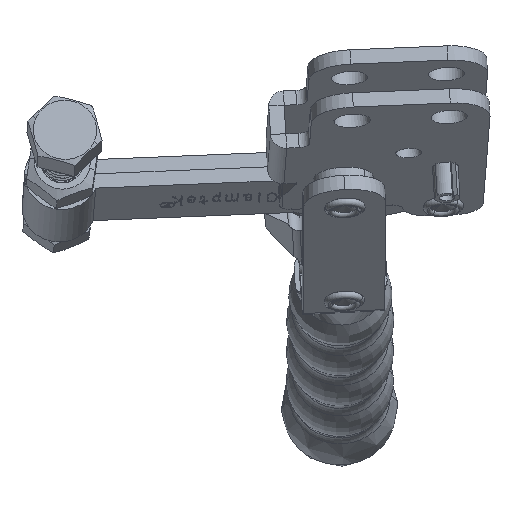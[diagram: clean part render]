
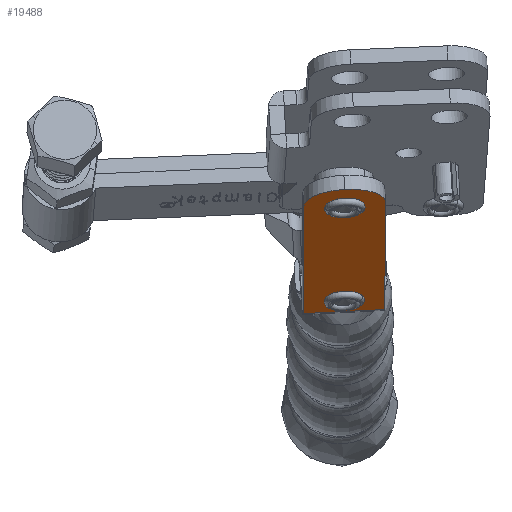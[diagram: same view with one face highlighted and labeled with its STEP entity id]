
A CAD part, front view. The second image highlights one B-rep face of the part: STEP entity #19488.
In plain terms, the highlighted face is planar.
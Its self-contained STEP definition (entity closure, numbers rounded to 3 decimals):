
#1749 = EDGE_LOOP ( 'NONE', ( #5597, #10820, #10460, #24540, #14210 ) ) ;
#2439 = EDGE_CURVE ( 'NONE', #31270, #49662, #38933, .T. ) ;
#2690 = FACE_OUTER_BOUND ( 'NONE', #1749, .T. ) ;
#3275 = VECTOR ( 'NONE', #3855, 1000. ) ;
#3503 = EDGE_LOOP ( 'NONE', ( #35143, #39881 ) ) ;
#3855 = DIRECTION ( 'NONE',  ( -1., 0., 0. ) ) ;
#5597 = ORIENTED_EDGE ( 'NONE', *, *, #53110, .F. ) ;
#6326 = EDGE_LOOP ( 'NONE', ( #52177, #51743 ) ) ;
#6678 = CARTESIAN_POINT ( 'NONE',  ( 8., -20., 8. ) ) ;
#7304 = LINE ( 'NONE', #45714, #50204 ) ;
#8201 = EDGE_CURVE ( 'NONE', #41317, #40985, #47048, .T. ) ;
#8538 = AXIS2_PLACEMENT_3D ( 'NONE', #18503, #47597, #22698 ) ;
#10460 = ORIENTED_EDGE ( 'NONE', *, *, #43782, .T. ) ;
#10820 = ORIENTED_EDGE ( 'NONE', *, *, #38267, .F. ) ;
#10843 = DIRECTION ( 'NONE',  ( 0., 0., 1. ) ) ;
#10900 = CARTESIAN_POINT ( 'NONE',  ( 66.1, -20., 0. ) ) ;
#11148 = CARTESIAN_POINT ( 'NONE',  ( 8., -20., 8. ) ) ;
#11483 = CIRCLE ( 'NONE', #53790, 3.2 ) ;
#12373 = FACE_BOUND ( 'NONE', #3503, .T. ) ;
#13245 = EDGE_CURVE ( 'NONE', #40985, #41317, #11483, .T. ) ;
#14210 = ORIENTED_EDGE ( 'NONE', *, *, #40758, .F. ) ;
#14355 = DIRECTION ( 'NONE',  ( 0., 1., 0. ) ) ;
#15351 = DIRECTION ( 'NONE',  ( 0., 0., -1. ) ) ;
#15653 = DIRECTION ( 'NONE',  ( 0., 1., 0. ) ) ;
#15657 = AXIS2_PLACEMENT_3D ( 'NONE', #11148, #40255, #15351 ) ;
#16394 = CARTESIAN_POINT ( 'NONE',  ( 8., -20., 8. ) ) ;
#16598 = DIRECTION ( 'NONE',  ( 0., 0., -1. ) ) ;
#16602 = LINE ( 'NONE', #42055, #48480 ) ;
#17318 = DIRECTION ( 'NONE',  ( -1., 0., 0. ) ) ;
#18503 = CARTESIAN_POINT ( 'NONE',  ( 8., -20., 8. ) ) ;
#19246 = CARTESIAN_POINT ( 'NONE',  ( 8., -20., 0. ) ) ;
#19488 = ADVANCED_FACE ( 'NONE', ( #34500, #12373, #2690 ), #23879, .F. ) ;
#20593 = DIRECTION ( 'NONE',  ( 0., 0., 1. ) ) ;
#20769 = CARTESIAN_POINT ( 'NONE',  ( 58.4, -20., 8. ) ) ;
#22242 = CARTESIAN_POINT ( 'NONE',  ( 58.4, -20., 4.8 ) ) ;
#22698 = DIRECTION ( 'NONE',  ( 0., 0., -1. ) ) ;
#23599 = VERTEX_POINT ( 'NONE', #19246 ) ;
#23651 = VERTEX_POINT ( 'NONE', #28674 ) ;
#23879 = PLANE ( 'NONE',  #47087 ) ;
#24540 = ORIENTED_EDGE ( 'NONE', *, *, #28866, .F. ) ;
#24932 = DIRECTION ( 'NONE',  ( 0., 0., 1. ) ) ;
#25350 = LINE ( 'NONE', #32904, #3275 ) ;
#28674 = CARTESIAN_POINT ( 'NONE',  ( 0., -20., 8. ) ) ;
#28866 = EDGE_CURVE ( 'NONE', #23651, #43809, #39911, .T. ) ;
#28883 = CARTESIAN_POINT ( 'NONE',  ( 8., -20., 16. ) ) ;
#30065 = CARTESIAN_POINT ( 'NONE',  ( 66.1, -20., 16. ) ) ;
#30499 = AXIS2_PLACEMENT_3D ( 'NONE', #20769, #49820, #24932 ) ;
#31270 = VERTEX_POINT ( 'NONE', #39613 ) ;
#32315 = CIRCLE ( 'NONE', #30499, 3.2 ) ;
#32904 = CARTESIAN_POINT ( 'NONE',  ( 0., -20., 16. ) ) ;
#33674 = CARTESIAN_POINT ( 'NONE',  ( 8., -20., 11.2 ) ) ;
#34500 = FACE_BOUND ( 'NONE', #6326, .T. ) ;
#34767 = AXIS2_PLACEMENT_3D ( 'NONE', #39276, #14355, #43495 ) ;
#35143 = ORIENTED_EDGE ( 'NONE', *, *, #13245, .T. ) ;
#35736 = DIRECTION ( 'NONE',  ( 0., 1., 0. ) ) ;
#35970 = CIRCLE ( 'NONE', #15657, 8. ) ;
#36374 = CARTESIAN_POINT ( 'NONE',  ( 0., -20., 16. ) ) ;
#38267 = EDGE_CURVE ( 'NONE', #45766, #43649, #7304, .T. ) ;
#38933 = CIRCLE ( 'NONE', #34767, 3.2 ) ;
#39276 = CARTESIAN_POINT ( 'NONE',  ( 58.4, -20., 8. ) ) ;
#39613 = CARTESIAN_POINT ( 'NONE',  ( 58.4, -20., 11.2 ) ) ;
#39881 = ORIENTED_EDGE ( 'NONE', *, *, #8201, .T. ) ;
#39911 = CIRCLE ( 'NONE', #8538, 8. ) ;
#40255 = DIRECTION ( 'NONE',  ( 0., 1., 0. ) ) ;
#40758 = EDGE_CURVE ( 'NONE', #23599, #23651, #35970, .T. ) ;
#40985 = VERTEX_POINT ( 'NONE', #33674 ) ;
#41317 = VERTEX_POINT ( 'NONE', #53496 ) ;
#42055 = CARTESIAN_POINT ( 'NONE',  ( 0., -20., 0. ) ) ;
#43495 = DIRECTION ( 'NONE',  ( 0., 0., 1. ) ) ;
#43649 = VERTEX_POINT ( 'NONE', #10900 ) ;
#43782 = EDGE_CURVE ( 'NONE', #45766, #43809, #25350, .T. ) ;
#43809 = VERTEX_POINT ( 'NONE', #28883 ) ;
#44782 = DIRECTION ( 'NONE',  ( 0., 0., -1. ) ) ;
#45495 = DIRECTION ( 'NONE',  ( 0., 1., 0. ) ) ;
#45714 = CARTESIAN_POINT ( 'NONE',  ( 66.1, -20., 16. ) ) ;
#45766 = VERTEX_POINT ( 'NONE', #30065 ) ;
#47048 = CIRCLE ( 'NONE', #53639, 3.2 ) ;
#47087 = AXIS2_PLACEMENT_3D ( 'NONE', #36374, #15653, #44782 ) ;
#47597 = DIRECTION ( 'NONE',  ( 0., 1., 0. ) ) ;
#48480 = VECTOR ( 'NONE', #17318, 1000. ) ;
#49662 = VERTEX_POINT ( 'NONE', #22242 ) ;
#49820 = DIRECTION ( 'NONE',  ( 0., 1., 0. ) ) ;
#50204 = VECTOR ( 'NONE', #16598, 1000. ) ;
#51743 = ORIENTED_EDGE ( 'NONE', *, *, #51960, .T. ) ;
#51960 = EDGE_CURVE ( 'NONE', #49662, #31270, #32315, .T. ) ;
#52177 = ORIENTED_EDGE ( 'NONE', *, *, #2439, .T. ) ;
#53110 = EDGE_CURVE ( 'NONE', #43649, #23599, #16602, .T. ) ;
#53496 = CARTESIAN_POINT ( 'NONE',  ( 8., -20., 4.8 ) ) ;
#53639 = AXIS2_PLACEMENT_3D ( 'NONE', #16394, #45495, #20593 ) ;
#53790 = AXIS2_PLACEMENT_3D ( 'NONE', #6678, #35736, #10843 ) ;
